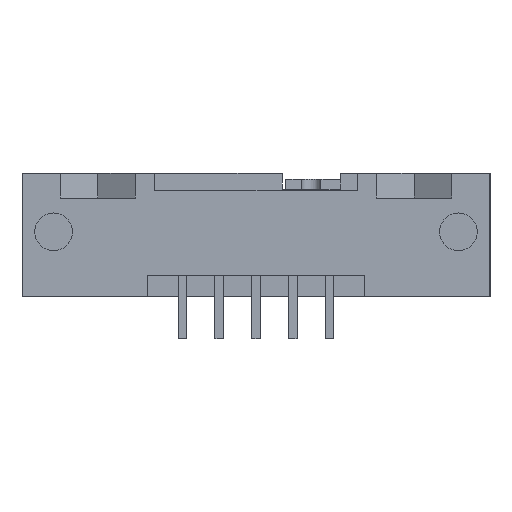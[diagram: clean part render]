
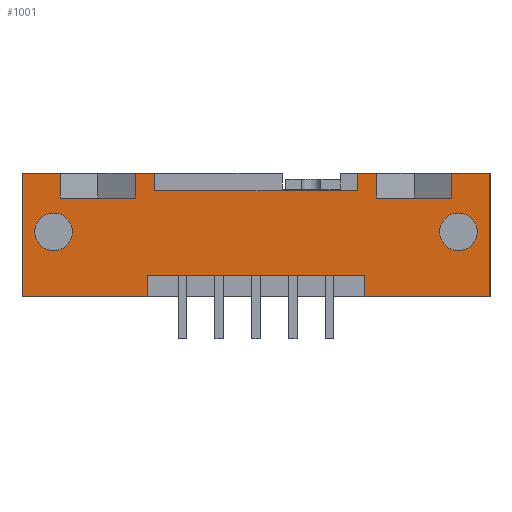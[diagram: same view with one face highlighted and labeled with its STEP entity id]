
A CAD part, front view. The second image highlights one B-rep face of the part: STEP entity #1001.
In plain terms, the highlighted planar face has unit normal (0, -1, 0).
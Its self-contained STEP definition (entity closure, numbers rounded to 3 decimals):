
#789=FACE_BOUND('',#1613,.T.);
#790=FACE_BOUND('',#1614,.T.);
#791=FACE_BOUND('',#1615,.T.);
#795=CIRCLE('',#4557,1.3);
#802=CIRCLE('',#4700,1.3);
#1001=ADVANCED_FACE('',(#789,#790,#791),#1197,.T.);
#1197=PLANE('',#4701);
#1613=EDGE_LOOP('',(#2616));
#1614=EDGE_LOOP('',(#2617));
#1615=EDGE_LOOP('',(#2618,#2619,#2620,#2621,#2622,#2623,#2624,#2625,#2626,
#2627,#2628,#2629,#2630,#2631,#2632,#2633,#2634,#2635,#2636,#2637));
#2616=ORIENTED_EDGE('',*,*,#3490,.T.);
#2617=ORIENTED_EDGE('',*,*,#3126,.T.);
#2618=ORIENTED_EDGE('',*,*,#3489,.T.);
#2619=ORIENTED_EDGE('',*,*,#3480,.T.);
#2620=ORIENTED_EDGE('',*,*,#3408,.T.);
#2621=ORIENTED_EDGE('',*,*,#3429,.T.);
#2622=ORIENTED_EDGE('',*,*,#3420,.T.);
#2623=ORIENTED_EDGE('',*,*,#3421,.T.);
#2624=ORIENTED_EDGE('',*,*,#3424,.T.);
#2625=ORIENTED_EDGE('',*,*,#3428,.T.);
#2626=ORIENTED_EDGE('',*,*,#3431,.T.);
#2627=ORIENTED_EDGE('',*,*,#3434,.T.);
#2628=ORIENTED_EDGE('',*,*,#3437,.T.);
#2629=ORIENTED_EDGE('',*,*,#3474,.T.);
#2630=ORIENTED_EDGE('',*,*,#3194,.T.);
#2631=ORIENTED_EDGE('',*,*,#3197,.T.);
#2632=ORIENTED_EDGE('',*,*,#3198,.T.);
#2633=ORIENTED_EDGE('',*,*,#3473,.T.);
#2634=ORIENTED_EDGE('',*,*,#3476,.F.);
#2635=ORIENTED_EDGE('',*,*,#3479,.T.);
#2636=ORIENTED_EDGE('',*,*,#3483,.T.);
#2637=ORIENTED_EDGE('',*,*,#3486,.T.);
#2738=VERTEX_POINT('',#5933);
#2785=VERTEX_POINT('',#6075);
#2786=VERTEX_POINT('',#6077);
#2787=VERTEX_POINT('',#6081);
#2788=VERTEX_POINT('',#6085);
#2928=VERTEX_POINT('',#6508);
#2929=VERTEX_POINT('',#6510);
#2938=VERTEX_POINT('',#6534);
#2939=VERTEX_POINT('',#6536);
#2940=VERTEX_POINT('',#6540);
#2941=VERTEX_POINT('',#6544);
#2944=VERTEX_POINT('',#6552);
#2946=VERTEX_POINT('',#6558);
#2948=VERTEX_POINT('',#6564);
#2949=VERTEX_POINT('',#6569);
#2969=VERTEX_POINT('',#6639);
#2970=VERTEX_POINT('',#6644);
#2973=VERTEX_POINT('',#6651);
#2974=VERTEX_POINT('',#6654);
#2976=VERTEX_POINT('',#6659);
#2977=VERTEX_POINT('',#6664);
#2979=VERTEX_POINT('',#6674);
#3126=EDGE_CURVE('',#2738,#2738,#795,.T.);
#3194=EDGE_CURVE('',#2786,#2785,#3701,.T.);
#3197=EDGE_CURVE('',#2785,#2787,#3704,.T.);
#3198=EDGE_CURVE('',#2787,#2788,#3705,.T.);
#3408=EDGE_CURVE('',#2928,#2929,#3915,.T.);
#3420=EDGE_CURVE('',#2938,#2939,#3925,.T.);
#3421=EDGE_CURVE('',#2939,#2940,#3926,.T.);
#3424=EDGE_CURVE('',#2940,#2941,#3929,.T.);
#3428=EDGE_CURVE('',#2941,#2944,#3933,.T.);
#3429=EDGE_CURVE('',#2929,#2938,#3934,.T.);
#3431=EDGE_CURVE('',#2944,#2946,#3936,.T.);
#3434=EDGE_CURVE('',#2946,#2948,#3939,.T.);
#3437=EDGE_CURVE('',#2948,#2949,#3942,.T.);
#3473=EDGE_CURVE('',#2788,#2969,#3976,.T.);
#3474=EDGE_CURVE('',#2949,#2786,#3977,.T.);
#3476=EDGE_CURVE('',#2970,#2969,#3979,.T.);
#3479=EDGE_CURVE('',#2970,#2973,#3982,.T.);
#3480=EDGE_CURVE('',#2974,#2928,#3983,.T.);
#3483=EDGE_CURVE('',#2973,#2976,#3986,.T.);
#3486=EDGE_CURVE('',#2976,#2977,#3989,.T.);
#3489=EDGE_CURVE('',#2977,#2974,#3992,.T.);
#3490=EDGE_CURVE('',#2979,#2979,#802,.T.);
#3701=LINE('',#6076,#4202);
#3704=LINE('',#6082,#4205);
#3705=LINE('',#6084,#4206);
#3915=LINE('',#6511,#4416);
#3925=LINE('',#6537,#4426);
#3926=LINE('',#6539,#4427);
#3929=LINE('',#6545,#4430);
#3933=LINE('',#6553,#4434);
#3934=LINE('',#6554,#4435);
#3936=LINE('',#6559,#4437);
#3939=LINE('',#6565,#4440);
#3942=LINE('',#6571,#4443);
#3976=LINE('',#6640,#4477);
#3977=LINE('',#6641,#4478);
#3979=LINE('',#6645,#4480);
#3982=LINE('',#6652,#4483);
#3983=LINE('',#6653,#4484);
#3986=LINE('',#6660,#4487);
#3989=LINE('',#6666,#4490);
#3992=LINE('',#6671,#4493);
#4202=VECTOR('',#5102,1.);
#4205=VECTOR('',#5107,1.);
#4206=VECTOR('',#5110,1.);
#4416=VECTOR('',#5470,1.);
#4426=VECTOR('',#5492,1.);
#4427=VECTOR('',#5495,1.);
#4430=VECTOR('',#5500,1.);
#4434=VECTOR('',#5506,1.);
#4435=VECTOR('',#5507,1.);
#4437=VECTOR('',#5511,1.);
#4440=VECTOR('',#5516,1.);
#4443=VECTOR('',#5521,1.);
#4477=VECTOR('',#5587,1.);
#4478=VECTOR('',#5588,1.);
#4480=VECTOR('',#5592,1.);
#4483=VECTOR('',#5597,1.);
#4484=VECTOR('',#5598,1.);
#4487=VECTOR('',#5603,1.);
#4490=VECTOR('',#5608,1.);
#4493=VECTOR('',#5615,1.);
#4557=AXIS2_PLACEMENT_3D('',#5932,#4975,#4976);
#4700=AXIS2_PLACEMENT_3D('',#6673,#5618,#5619);
#4701=AXIS2_PLACEMENT_3D('',#6675,#5620,#5621);
#4975=DIRECTION('',(0.,1.,0.));
#4976=DIRECTION('',(1.,0.,0.));
#5102=DIRECTION('',(0.,0.,-1.));
#5107=DIRECTION('',(-1.,0.,0.));
#5110=DIRECTION('',(0.,0.,1.));
#5470=DIRECTION('',(0.,0.,1.));
#5492=DIRECTION('',(0.,0.,-1.));
#5495=DIRECTION('',(-1.,0.,0.));
#5500=DIRECTION('',(0.,0.,1.));
#5506=DIRECTION('',(-1.,0.,0.));
#5507=DIRECTION('',(-1.,0.,0.));
#5511=DIRECTION('',(0.,0.,-1.));
#5516=DIRECTION('',(-1.,0.,0.));
#5521=DIRECTION('',(0.,0.,1.));
#5587=DIRECTION('',(-1.,0.,0.));
#5588=DIRECTION('',(-1.,0.,0.));
#5592=DIRECTION('',(0.,0.,1.));
#5597=DIRECTION('',(1.,0.,0.));
#5598=DIRECTION('',(1.,0.,0.));
#5603=DIRECTION('',(0.,0.,1.));
#5608=DIRECTION('',(1.,0.,0.));
#5615=DIRECTION('',(0.,0.,-1.));
#5618=DIRECTION('',(0.,1.,0.));
#5619=DIRECTION('',(1.,0.,0.));
#5620=DIRECTION('',(0.,-1.,0.));
#5621=DIRECTION('',(1.,0.,0.));
#5932=CARTESIAN_POINT('',(-29.393,2.59,4.47));
#5933=CARTESIAN_POINT('',(-28.093,2.59,4.47));
#6075=CARTESIAN_POINT('',(-23.743,2.59,6.8));
#6076=CARTESIAN_POINT('',(-23.743,2.59,8.5));
#6077=CARTESIAN_POINT('',(-23.743,2.59,8.5));
#6081=CARTESIAN_POINT('',(-28.943,2.59,6.8));
#6082=CARTESIAN_POINT('',(-23.743,2.59,6.8));
#6084=CARTESIAN_POINT('',(-28.943,2.59,6.8));
#6085=CARTESIAN_POINT('',(-28.943,2.59,8.5));
#6508=CARTESIAN_POINT('',(0.727,2.59,0.));
#6510=CARTESIAN_POINT('',(0.727,2.59,8.5));
#6511=CARTESIAN_POINT('',(0.727,2.59,0.));
#6534=CARTESIAN_POINT('',(-1.903,2.59,8.5));
#6536=CARTESIAN_POINT('',(-1.903,2.59,6.8));
#6537=CARTESIAN_POINT('',(-1.903,2.59,8.5));
#6539=CARTESIAN_POINT('',(-1.903,2.59,6.8));
#6540=CARTESIAN_POINT('',(-7.103,2.59,6.8));
#6544=CARTESIAN_POINT('',(-7.103,2.59,8.5));
#6545=CARTESIAN_POINT('',(-7.103,2.59,6.8));
#6552=CARTESIAN_POINT('',(-8.423,2.59,8.5));
#6553=CARTESIAN_POINT('',(-7.103,2.59,8.5));
#6554=CARTESIAN_POINT('',(0.727,2.59,8.5));
#6558=CARTESIAN_POINT('',(-8.423,2.59,7.3));
#6559=CARTESIAN_POINT('',(-8.423,2.59,8.5));
#6564=CARTESIAN_POINT('',(-22.423,2.59,7.3));
#6565=CARTESIAN_POINT('',(-8.423,2.59,7.3));
#6569=CARTESIAN_POINT('',(-22.423,2.59,8.5));
#6571=CARTESIAN_POINT('',(-22.423,2.59,7.3));
#6639=CARTESIAN_POINT('',(-31.573,2.59,8.5));
#6640=CARTESIAN_POINT('',(-28.943,2.59,8.5));
#6641=CARTESIAN_POINT('',(-22.423,2.59,8.5));
#6644=CARTESIAN_POINT('',(-31.573,2.59,0.));
#6645=CARTESIAN_POINT('',(-31.573,2.59,0.));
#6651=CARTESIAN_POINT('',(-22.923,2.59,0.));
#6652=CARTESIAN_POINT('',(-31.573,2.59,0.));
#6653=CARTESIAN_POINT('',(-7.923,2.59,0.));
#6654=CARTESIAN_POINT('',(-7.923,2.59,0.));
#6659=CARTESIAN_POINT('',(-22.923,2.59,1.48));
#6660=CARTESIAN_POINT('',(-22.923,2.59,0.));
#6664=CARTESIAN_POINT('',(-7.923,2.59,1.48));
#6666=CARTESIAN_POINT('',(-22.923,2.59,1.48));
#6671=CARTESIAN_POINT('',(-7.923,2.59,1.48));
#6673=CARTESIAN_POINT('',(-1.453,2.59,4.47));
#6674=CARTESIAN_POINT('',(-0.153,2.59,4.47));
#6675=CARTESIAN_POINT('',(-31.573,2.59,0.));
